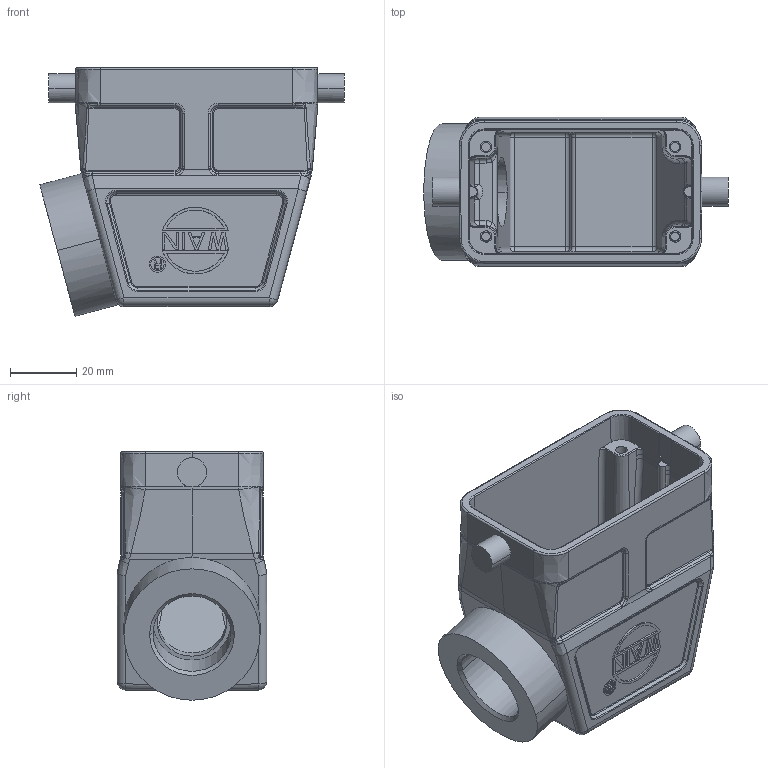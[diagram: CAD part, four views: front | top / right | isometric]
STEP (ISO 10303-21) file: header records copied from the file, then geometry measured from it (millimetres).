
FILE_DESCRIPTION((''),'2;1');
FILE_NAME('3D_1110105155012_H10B-SEH-2B-PG','2020-09-28T',('f.li'),(''),'PRO/ENGINEER BY PARAMETRIC TECHNOLOGY CORPORATION, 2012480','PRO/ENGINEER BY PARAMETRIC TECHNOLOGY CORPORATION, 2012480','');
FILE_SCHEMA(('CONFIG_CONTROL_DESIGN'));
Length unit declared in the file: millimetre
Products named in the file (1): 3D_1110105155012_H10B-SEH-2B-PG
Bounding box: 91.75 x 45 x 74.88 mm (x, y, z)
Volume: 74530.5 mm3; surface area: 35467.2 mm2
Topology: 1 solids, 1 shells, 671 faces, 1622 edges, 980 vertices
Faces by surface type: plane 258, bspline 157, cylinder 153, torus 49, cone 32, sphere 14, extrusion 8
Entity records: 26375 total; most frequent: CARTESIAN_POINT 12033, ORIENTED_EDGE 3224, DIRECTION 2550, EDGE_CURVE 1612, VERTEX_POINT 980, AXIS2_PLACEMENT_3D 873, VECTOR 804, LINE 796
